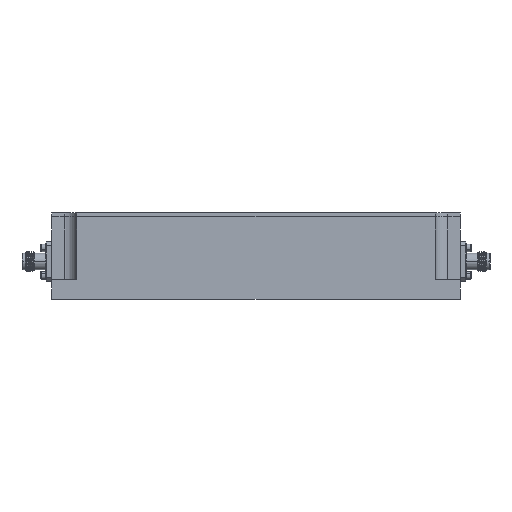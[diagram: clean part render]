
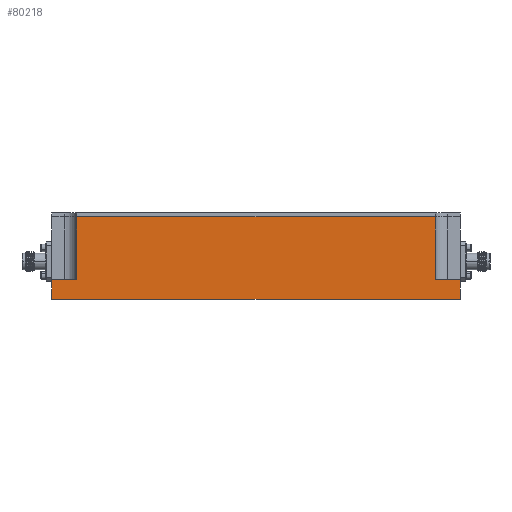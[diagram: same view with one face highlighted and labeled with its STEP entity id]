
A CAD part, left-side view. The second image highlights one B-rep face of the part: STEP entity #80218.
In plain terms, the highlighted planar face has unit normal (-1, 0, 0).
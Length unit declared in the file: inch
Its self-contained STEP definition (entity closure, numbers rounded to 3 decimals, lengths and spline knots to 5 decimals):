
#2719 = EDGE_CURVE ( 'NONE', #51302, #29492, #34196, .T. ) ;
#3202 = CARTESIAN_POINT ( 'NONE',  ( -1.5, -2.28, -1.00255 ) ) ;
#4487 = VECTOR ( 'NONE', #29570, 39.37008 ) ;
#4959 = EDGE_CURVE ( 'NONE', #41994, #8175, #85588, .T. ) ;
#5318 = EDGE_CURVE ( 'NONE', #63352, #52057, #25496, .T. ) ;
#5950 = AXIS2_PLACEMENT_3D ( 'NONE', #52587, #11091, #31417 ) ;
#6458 = CARTESIAN_POINT ( 'NONE',  ( -1.5, 2.6, -0.55 ) ) ;
#6469 = ORIENTED_EDGE ( 'NONE', *, *, #5318, .T. ) ;
#8175 = VERTEX_POINT ( 'NONE', #65785 ) ;
#9641 = EDGE_CURVE ( 'NONE', #29346, #8175, #73433, .T. ) ;
#11091 = DIRECTION ( 'NONE',  ( 1., 0., 0. ) ) ;
#12694 = VECTOR ( 'NONE', #69418, 39.37008 ) ;
#13286 = LINE ( 'NONE', #49863, #4487 ) ;
#16010 = VECTOR ( 'NONE', #65747, 39.37008 ) ;
#19430 = CARTESIAN_POINT ( 'NONE',  ( -1.5, -2.6, -0.55 ) ) ;
#20875 = VECTOR ( 'NONE', #81761, 39.37008 ) ;
#21327 = CARTESIAN_POINT ( 'NONE',  ( -1.5, -2.6, 0.5 ) ) ;
#24618 = CARTESIAN_POINT ( 'NONE',  ( -1.5, 2.6, 0.55 ) ) ;
#24957 = EDGE_LOOP ( 'NONE', ( #83795, #85927, #79975, #26651, #6469, #27884, #31435, #59515 ) ) ;
#25496 = LINE ( 'NONE', #24618, #30340 ) ;
#26651 = ORIENTED_EDGE ( 'NONE', *, *, #83301, .F. ) ;
#27884 = ORIENTED_EDGE ( 'NONE', *, *, #80428, .T. ) ;
#29346 = VERTEX_POINT ( 'NONE', #32830 ) ;
#29492 = VERTEX_POINT ( 'NONE', #54755 ) ;
#29570 = DIRECTION ( 'NONE',  ( 0., -1., 0. ) ) ;
#30340 = VECTOR ( 'NONE', #52420, 39.37008 ) ;
#31386 = CARTESIAN_POINT ( 'NONE',  ( -1.5, 2.6, -0.3 ) ) ;
#31417 = DIRECTION ( 'NONE',  ( 0., 1., 0. ) ) ;
#31435 = ORIENTED_EDGE ( 'NONE', *, *, #65991, .F. ) ;
#32830 = CARTESIAN_POINT ( 'NONE',  ( -1.5, -2.28, 0.5 ) ) ;
#33079 = DIRECTION ( 'NONE',  ( 0., 0., 1. ) ) ;
#34196 = LINE ( 'NONE', #51988, #61602 ) ;
#34617 = DIRECTION ( 'NONE',  ( 0., -1., 0. ) ) ;
#38253 = VERTEX_POINT ( 'NONE', #19430 ) ;
#38740 = LINE ( 'NONE', #66991, #69259 ) ;
#41994 = VERTEX_POINT ( 'NONE', #71654 ) ;
#45864 = CARTESIAN_POINT ( 'NONE',  ( -1.5, 2.6, -0.3 ) ) ;
#49863 = CARTESIAN_POINT ( 'NONE',  ( -1.5, -2.6, -0.55 ) ) ;
#51302 = VERTEX_POINT ( 'NONE', #86848 ) ;
#51988 = CARTESIAN_POINT ( 'NONE',  ( -1.5, -2.6, -0.3 ) ) ;
#52057 = VERTEX_POINT ( 'NONE', #6458 ) ;
#52420 = DIRECTION ( 'NONE',  ( 0., 0., -1. ) ) ;
#52522 = CARTESIAN_POINT ( 'NONE',  ( -1.5, 2.28, -1.00255 ) ) ;
#52560 = EDGE_CURVE ( 'NONE', #51302, #29346, #57018, .T. ) ;
#52587 = CARTESIAN_POINT ( 'NONE',  ( -1.5, -2.6, 0.55 ) ) ;
#54755 = CARTESIAN_POINT ( 'NONE',  ( -1.5, -2.6, -0.3 ) ) ;
#57018 = LINE ( 'NONE', #3202, #12694 ) ;
#59049 = DIRECTION ( 'NONE',  ( 0., 0., -1. ) ) ;
#59515 = ORIENTED_EDGE ( 'NONE', *, *, #2719, .F. ) ;
#61602 = VECTOR ( 'NONE', #34617, 39.37008 ) ;
#63352 = VERTEX_POINT ( 'NONE', #31386 ) ;
#65747 = DIRECTION ( 'NONE',  ( 0., -1., 0. ) ) ;
#65785 = CARTESIAN_POINT ( 'NONE',  ( -1.5, 2.28, 0.5 ) ) ;
#65991 = EDGE_CURVE ( 'NONE', #29492, #38253, #38740, .T. ) ;
#66991 = CARTESIAN_POINT ( 'NONE',  ( -1.5, -2.6, 0.55 ) ) ;
#69259 = VECTOR ( 'NONE', #59049, 39.37008 ) ;
#69418 = DIRECTION ( 'NONE',  ( 0., 0., 1. ) ) ;
#71654 = CARTESIAN_POINT ( 'NONE',  ( -1.5, 2.28, -0.3 ) ) ;
#73433 = LINE ( 'NONE', #21327, #20875 ) ;
#78101 = LINE ( 'NONE', #45864, #16010 ) ;
#79055 = FACE_OUTER_BOUND ( 'NONE', #24957, .T. ) ;
#79975 = ORIENTED_EDGE ( 'NONE', *, *, #4959, .F. ) ;
#80218 = ADVANCED_FACE ( 'NONE', ( #79055 ), #85658, .F. ) ;
#80428 = EDGE_CURVE ( 'NONE', #52057, #38253, #13286, .T. ) ;
#81044 = VECTOR ( 'NONE', #33079, 39.37008 ) ;
#81761 = DIRECTION ( 'NONE',  ( 0., 1., 0. ) ) ;
#83301 = EDGE_CURVE ( 'NONE', #63352, #41994, #78101, .T. ) ;
#83795 = ORIENTED_EDGE ( 'NONE', *, *, #52560, .T. ) ;
#85588 = LINE ( 'NONE', #52522, #81044 ) ;
#85658 = PLANE ( 'NONE',  #5950 ) ;
#85927 = ORIENTED_EDGE ( 'NONE', *, *, #9641, .T. ) ;
#86848 = CARTESIAN_POINT ( 'NONE',  ( -1.5, -2.28, -0.3 ) ) ;
